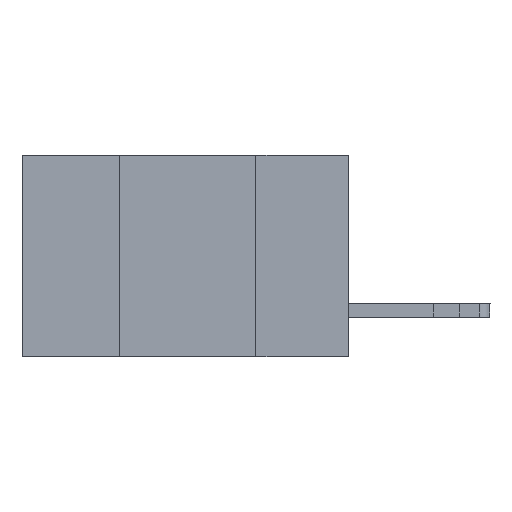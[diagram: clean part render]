
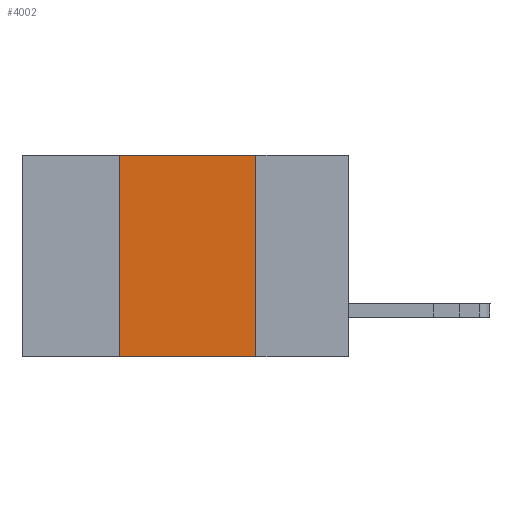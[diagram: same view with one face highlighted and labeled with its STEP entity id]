
A CAD part, left-side view. The second image highlights one B-rep face of the part: STEP entity #4002.
In plain terms, the highlighted planar face has unit normal (-1, 0, 0).
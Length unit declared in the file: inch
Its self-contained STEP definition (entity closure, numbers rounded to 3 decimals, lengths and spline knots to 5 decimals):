
#750 = LINE ( 'NONE', #8553, #5463 ) ;
#1070 = PLANE ( 'NONE',  #1188 ) ;
#1188 = AXIS2_PLACEMENT_3D ( 'NONE', #7479, #5509, #6386 ) ;
#1306 = EDGE_CURVE ( 'NONE', #12486, #7262, #9921, .T. ) ;
#1555 = DIRECTION ( 'NONE',  ( 0., 0., 1. ) ) ;
#1902 = DIRECTION ( 'NONE',  ( 0., -1., 0. ) ) ;
#2904 = ORIENTED_EDGE ( 'NONE', *, *, #7475, .T. ) ;
#4002 = ADVANCED_FACE ( 'NONE', ( #9671 ), #1070, .F. ) ;
#5057 = CARTESIAN_POINT ( 'NONE',  ( 0., 0.17, -0.37 ) ) ;
#5463 = VECTOR ( 'NONE', #1555, 39.37008 ) ;
#5509 = DIRECTION ( 'NONE',  ( 1., 0., 0. ) ) ;
#5695 = EDGE_CURVE ( 'NONE', #7262, #13344, #10545, .T. ) ;
#6386 = DIRECTION ( 'NONE',  ( 0., 0., -1. ) ) ;
#6888 = ORIENTED_EDGE ( 'NONE', *, *, #7741, .F. ) ;
#7015 = LINE ( 'NONE', #11479, #12686 ) ;
#7262 = VERTEX_POINT ( 'NONE', #12955 ) ;
#7475 = EDGE_CURVE ( 'NONE', #13411, #13344, #7015, .T. ) ;
#7479 = CARTESIAN_POINT ( 'NONE',  ( 0., 0.6, 0. ) ) ;
#7741 = EDGE_CURVE ( 'NONE', #13411, #12486, #750, .T. ) ;
#7972 = DIRECTION ( 'NONE',  ( 0., -1., 0. ) ) ;
#7974 = CARTESIAN_POINT ( 'NONE',  ( 0., 0.42, -0.37 ) ) ;
#8198 = VECTOR ( 'NONE', #13831, 39.37008 ) ;
#8553 = CARTESIAN_POINT ( 'NONE',  ( 0., 0.42, -0.37 ) ) ;
#8643 = EDGE_LOOP ( 'NONE', ( #9935, #10771, #6888, #2904 ) ) ;
#9626 = CARTESIAN_POINT ( 'NONE',  ( 0., 0.6, 0. ) ) ;
#9671 = FACE_OUTER_BOUND ( 'NONE', #8643, .T. ) ;
#9921 = LINE ( 'NONE', #9626, #10204 ) ;
#9935 = ORIENTED_EDGE ( 'NONE', *, *, #5695, .F. ) ;
#10204 = VECTOR ( 'NONE', #1902, 39.37008 ) ;
#10545 = LINE ( 'NONE', #5057, #8198 ) ;
#10771 = ORIENTED_EDGE ( 'NONE', *, *, #1306, .F. ) ;
#10872 = CARTESIAN_POINT ( 'NONE',  ( 0., 0.42, 0. ) ) ;
#11479 = CARTESIAN_POINT ( 'NONE',  ( 0., 0.6, -0.37 ) ) ;
#11985 = CARTESIAN_POINT ( 'NONE',  ( 0., 0.17, -0.37 ) ) ;
#12486 = VERTEX_POINT ( 'NONE', #10872 ) ;
#12686 = VECTOR ( 'NONE', #7972, 39.37008 ) ;
#12955 = CARTESIAN_POINT ( 'NONE',  ( 0., 0.17, 0. ) ) ;
#13344 = VERTEX_POINT ( 'NONE', #11985 ) ;
#13411 = VERTEX_POINT ( 'NONE', #7974 ) ;
#13831 = DIRECTION ( 'NONE',  ( 0., 0., -1. ) ) ;
